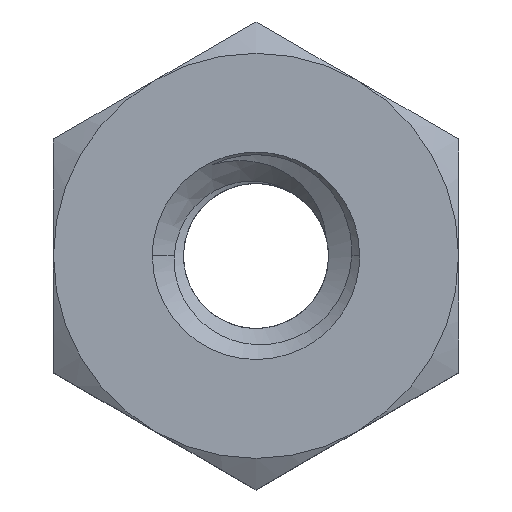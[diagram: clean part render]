
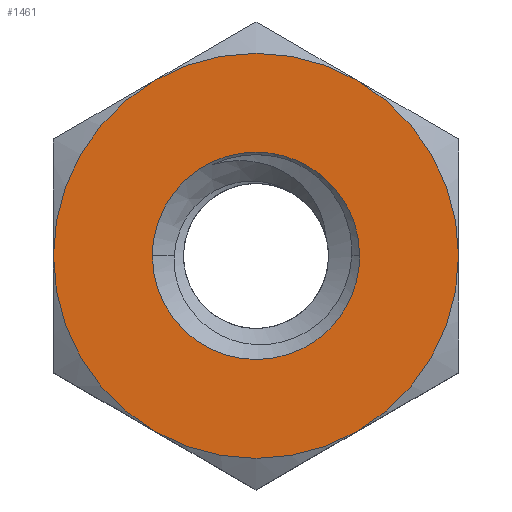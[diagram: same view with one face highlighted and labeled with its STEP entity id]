
A CAD part, top view. The second image highlights one B-rep face of the part: STEP entity #1461.
In plain terms, the highlighted planar face has unit normal (0, 0, 1).
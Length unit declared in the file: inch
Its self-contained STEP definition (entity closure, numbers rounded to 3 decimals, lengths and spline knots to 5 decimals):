
#11 = CARTESIAN_POINT ( 'NONE',  ( -0.03224, 0.00532, 0.02559 ) ) ;
#14 = CARTESIAN_POINT ( 'NONE',  ( 0., 0.03224, 0.02559 ) ) ;
#25 = CARTESIAN_POINT ( 'NONE',  ( 0.01625, 0.02816, 0.02559 ) ) ;
#31 = CARTESIAN_POINT ( 'NONE',  ( -0.01783, 0.02686, 0.02559 ) ) ;
#35 = CARTESIAN_POINT ( 'NONE',  ( 0., 0., 0.02559 ) ) ;
#56 = EDGE_CURVE ( 'NONE', #571, #547, #639, .T. ) ;
#74 = CARTESIAN_POINT ( 'NONE',  ( 0.03224, 0., 0.02559 ) ) ;
#76 = DIRECTION ( 'NONE',  ( 1., 0., 0. ) ) ;
#82 = CARTESIAN_POINT ( 'NONE',  ( -0.0315, -0.05455, 0.02559 ) ) ;
#83 = CARTESIAN_POINT ( 'NONE',  ( 0.03224, -0.00843, 0.02559 ) ) ;
#100 = EDGE_CURVE ( 'NONE', #160, #377, #1304, .T. ) ;
#115 = ORIENTED_EDGE ( 'NONE', *, *, #512, .T. ) ;
#133 = CARTESIAN_POINT ( 'NONE',  ( 0.02578, 0.01981, 0.02559 ) ) ;
#153 = AXIS2_PLACEMENT_3D ( 'NONE', #302, #1680, #1675 ) ;
#158 = CARTESIAN_POINT ( 'NONE',  ( 0.03224, 0.00422, 0.02559 ) ) ;
#159 = CARTESIAN_POINT ( 'NONE',  ( 0., 0., 0.02559 ) ) ;
#160 = VERTEX_POINT ( 'NONE', #464 ) ;
#165 = CARTESIAN_POINT ( 'NONE',  ( 0., 0.03224, 0.02559 ) ) ;
#169 = AXIS2_PLACEMENT_3D ( 'NONE', #35, #1258, #718 ) ;
#190 = AXIS2_PLACEMENT_3D ( 'NONE', #883, #727, #76 ) ;
#201 = CARTESIAN_POINT ( 'NONE',  ( -0.02875, -0.01685, 0.02559 ) ) ;
#206 = CARTESIAN_POINT ( 'NONE',  ( 0.01979, -0.0258, 0.02559 ) ) ;
#208 = AXIS2_PLACEMENT_3D ( 'NONE', #944, #280, #950 ) ;
#210 = ORIENTED_EDGE ( 'NONE', *, *, #1700, .T. ) ;
#237 = VERTEX_POINT ( 'NONE', #865 ) ;
#245 = ORIENTED_EDGE ( 'NONE', *, *, #100, .T. ) ;
#248 = EDGE_CURVE ( 'NONE', #716, #1198, #942, .T. ) ;
#263 = EDGE_CURVE ( 'NONE', #237, #1298, #1693, .T. ) ;
#269 = CARTESIAN_POINT ( 'NONE',  ( 0.00847, 0.03139, 0.02559 ) ) ;
#280 = DIRECTION ( 'NONE',  ( 0., 0., 1. ) ) ;
#281 = CARTESIAN_POINT ( 'NONE',  ( -0.0309, 0.01059, 0.02559 ) ) ;
#282 = DIRECTION ( 'NONE',  ( 0., 0., 1. ) ) ;
#291 = ORIENTED_EDGE ( 'NONE', *, *, #248, .F. ) ;
#292 = CARTESIAN_POINT ( 'NONE',  ( -0.02593, 0.01988, 0.02559 ) ) ;
#302 = CARTESIAN_POINT ( 'NONE',  ( 0., 0., 0.02559 ) ) ;
#354 = CARTESIAN_POINT ( 'NONE',  ( -0.03224, -0.00848, 0.02559 ) ) ;
#361 = CARTESIAN_POINT ( 'NONE',  ( -0.03224, 0., 0.02559 ) ) ;
#374 = AXIS2_PLACEMENT_3D ( 'NONE', #159, #282, #836 ) ;
#377 = VERTEX_POINT ( 'NONE', #822 ) ;
#409 = ORIENTED_EDGE ( 'NONE', *, *, #1456, .T. ) ;
#427 = EDGE_CURVE ( 'NONE', #1198, #571, #1638, .T. ) ;
#443 = EDGE_CURVE ( 'NONE', #547, #716, #1501, .T. ) ;
#464 = CARTESIAN_POINT ( 'NONE',  ( 0.0315, -0.05455, 0.02559 ) ) ;
#482 = ORIENTED_EDGE ( 'NONE', *, *, #1367, .T. ) ;
#498 = CARTESIAN_POINT ( 'NONE',  ( 0.02879, -0.01682, 0.02559 ) ) ;
#512 = EDGE_CURVE ( 'NONE', #377, #977, #1737, .T. ) ;
#547 = VERTEX_POINT ( 'NONE', #579 ) ;
#561 = PLANE ( 'NONE',  #1608 ) ;
#571 = VERTEX_POINT ( 'NONE', #165 ) ;
#572 = DIRECTION ( 'NONE',  ( 1., 0., 0. ) ) ;
#579 = CARTESIAN_POINT ( 'NONE',  ( -0.01783, 0.02686, 0.02559 ) ) ;
#607 = ORIENTED_EDGE ( 'NONE', *, *, #443, .F. ) ;
#639 = CIRCLE ( 'NONE', #964, 0.03224 ) ;
#670 = CARTESIAN_POINT ( 'NONE',  ( 0., 0., 0.02559 ) ) ;
#675 = EDGE_LOOP ( 'NONE', ( #838, #839, #291, #607 ) ) ;
#716 = VERTEX_POINT ( 'NONE', #1260 ) ;
#718 = DIRECTION ( 'NONE',  ( 1., 0., 0. ) ) ;
#727 = DIRECTION ( 'NONE',  ( 0., 0., 1. ) ) ;
#745 = CIRCLE ( 'NONE', #374, 0.06299 ) ;
#750 = FACE_OUTER_BOUND ( 'NONE', #1665, .T. ) ;
#760 = CARTESIAN_POINT ( 'NONE',  ( -0.00841, -0.03224, 0.02559 ) ) ;
#762 = VERTEX_POINT ( 'NONE', #82 ) ;
#812 = DIRECTION ( 'NONE',  ( 1., 0., 0. ) ) ;
#815 = CARTESIAN_POINT ( 'NONE',  ( 0.0314, 0.00845, 0.02559 ) ) ;
#819 = CARTESIAN_POINT ( 'NONE',  ( 0.03224, 0., 0.02559 ) ) ;
#822 = CARTESIAN_POINT ( 'NONE',  ( 0.06299, 0., 0.02559 ) ) ;
#836 = DIRECTION ( 'NONE',  ( 1., 0., 0. ) ) ;
#838 = ORIENTED_EDGE ( 'NONE', *, *, #56, .F. ) ;
#839 = ORIENTED_EDGE ( 'NONE', *, *, #427, .F. ) ;
#865 = CARTESIAN_POINT ( 'NONE',  ( -0.0315, 0.05455, 0.02559 ) ) ;
#883 = CARTESIAN_POINT ( 'NONE',  ( 0., 0., 0.02559 ) ) ;
#895 = CARTESIAN_POINT ( 'NONE',  ( -0.01683, -0.02877, 0.02559 ) ) ;
#913 = DIRECTION ( 'NONE',  ( 1., 0., 0. ) ) ;
#942 = B_SPLINE_CURVE_WITH_KNOTS ( 'NONE', 3,
 ( #361, #354, #201, #895, #760, #1309, #1164, #1037, #206, #498, #83, #1444 ),
 .UNSPECIFIED., .F., .F.,
 ( 4, 2, 2, 2, 2, 4 ),
 ( 0.0008, 0.00144, 0.00208, 0.0024, 0.00272, 0.00336 ),
 .UNSPECIFIED. ) ;
#944 = CARTESIAN_POINT ( 'NONE',  ( 0., 0., 0.02559 ) ) ;
#950 = DIRECTION ( 'NONE',  ( 1., 0., 0. ) ) ;
#952 = CARTESIAN_POINT ( 'NONE',  ( 0.02818, 0.01621, 0.02559 ) ) ;
#955 = CARTESIAN_POINT ( 'NONE',  ( -0.03224, 0., 0.02559 ) ) ;
#964 = AXIS2_PLACEMENT_3D ( 'NONE', #670, #1637, #812 ) ;
#977 = VERTEX_POINT ( 'NONE', #1543 ) ;
#991 = AXIS2_PLACEMENT_3D ( 'NONE', #1746, #1741, #913 ) ;
#1037 = CARTESIAN_POINT ( 'NONE',  ( 0.01622, -0.02818, 0.02559 ) ) ;
#1090 = CARTESIAN_POINT ( 'NONE',  ( 0.01984, 0.02576, 0.02559 ) ) ;
#1164 = CARTESIAN_POINT ( 'NONE',  ( 0.00843, -0.0314, 0.02559 ) ) ;
#1198 = VERTEX_POINT ( 'NONE', #74 ) ;
#1254 = CARTESIAN_POINT ( 'NONE',  ( -0.06299, 0., 0.02559 ) ) ;
#1258 = DIRECTION ( 'NONE',  ( 0., 0., 1. ) ) ;
#1260 = CARTESIAN_POINT ( 'NONE',  ( -0.03224, 0., 0.02559 ) ) ;
#1261 = FACE_BOUND ( 'NONE', #675, .T. ) ;
#1281 = CIRCLE ( 'NONE', #991, 0.06299 ) ;
#1298 = VERTEX_POINT ( 'NONE', #1254 ) ;
#1304 = CIRCLE ( 'NONE', #190, 0.06299 ) ;
#1309 = CARTESIAN_POINT ( 'NONE',  ( 0.0042, -0.03224, 0.02559 ) ) ;
#1366 = CARTESIAN_POINT ( 'NONE',  ( 0.00426, 0.03224, 0.02559 ) ) ;
#1367 = EDGE_CURVE ( 'NONE', #977, #237, #745, .T. ) ;
#1444 = CARTESIAN_POINT ( 'NONE',  ( 0.03224, 0., 0.02559 ) ) ;
#1456 = EDGE_CURVE ( 'NONE', #1298, #762, #1564, .T. ) ;
#1461 = ADVANCED_FACE ( 'NONE', ( #1261, #750 ), #561, .T. ) ;
#1494 = CARTESIAN_POINT ( 'NONE',  ( 0., 0., 0.02559 ) ) ;
#1501 = B_SPLINE_CURVE_WITH_KNOTS ( 'NONE', 3,
 ( #31, #1518, #292, #281, #11, #955 ),
 .UNSPECIFIED., .F., .F.,
 ( 4, 2, 4 ),
 ( 0., 0.0004, 0.0008 ),
 .UNSPECIFIED. ) ;
#1518 = CARTESIAN_POINT ( 'NONE',  ( -0.02229, 0.0239, 0.02559 ) ) ;
#1521 = DIRECTION ( 'NONE',  ( 0., 0., 1. ) ) ;
#1543 = CARTESIAN_POINT ( 'NONE',  ( 0.0315, 0.05455, 0.02559 ) ) ;
#1564 = CIRCLE ( 'NONE', #169, 0.06299 ) ;
#1608 = AXIS2_PLACEMENT_3D ( 'NONE', #1494, #1521, #572 ) ;
#1637 = DIRECTION ( 'NONE',  ( 0., 0., 1. ) ) ;
#1638 = B_SPLINE_CURVE_WITH_KNOTS ( 'NONE', 3,
 ( #819, #158, #815, #952, #133, #1090, #25, #269, #1366, #14 ),
 .UNSPECIFIED., .F., .F.,
 ( 4, 2, 2, 2, 4 ),
 ( 0.00336, 0.00368, 0.004, 0.00432, 0.00464 ),
 .UNSPECIFIED. ) ;
#1665 = EDGE_LOOP ( 'NONE', ( #245, #115, #482, #1677, #409, #210 ) ) ;
#1675 = DIRECTION ( 'NONE',  ( 1., 0., 0. ) ) ;
#1677 = ORIENTED_EDGE ( 'NONE', *, *, #263, .T. ) ;
#1680 = DIRECTION ( 'NONE',  ( 0., 0., 1. ) ) ;
#1693 = CIRCLE ( 'NONE', #208, 0.06299 ) ;
#1700 = EDGE_CURVE ( 'NONE', #762, #160, #1281, .T. ) ;
#1737 = CIRCLE ( 'NONE', #153, 0.06299 ) ;
#1741 = DIRECTION ( 'NONE',  ( 0., 0., 1. ) ) ;
#1746 = CARTESIAN_POINT ( 'NONE',  ( 0., 0., 0.02559 ) ) ;
